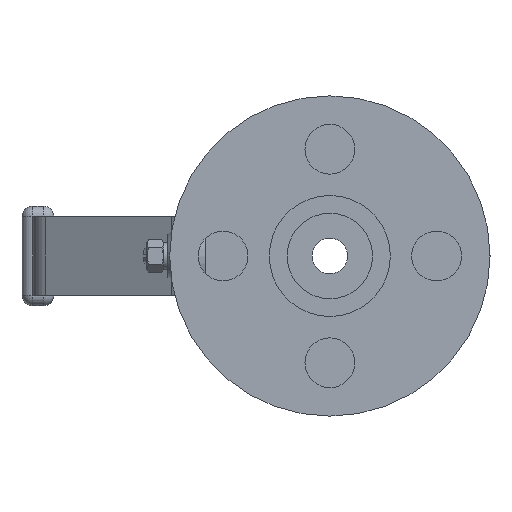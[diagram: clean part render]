
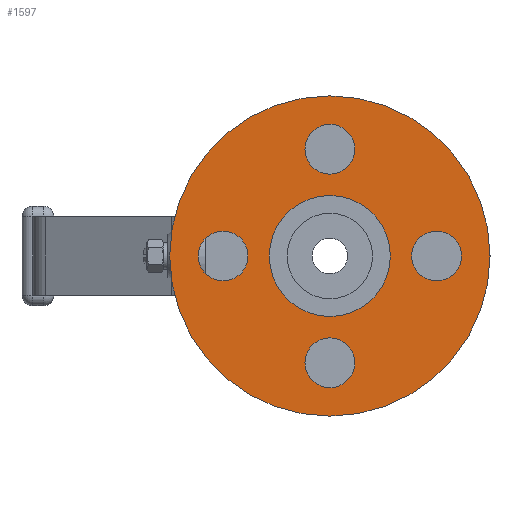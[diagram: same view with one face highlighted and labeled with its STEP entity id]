
A CAD part, left-side view. The second image highlights one B-rep face of the part: STEP entity #1597.
In plain terms, the highlighted planar face has unit normal (-1, 0, 0).
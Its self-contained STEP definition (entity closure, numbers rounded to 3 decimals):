
#1597=ADVANCED_FACE('',(#4165,#4167,#4169,#4171,#4173,#4175),#4177,.T.);
#4165=FACE_BOUND('',#4166,.T.);
#4166=EDGE_LOOP('',(#5996));
#4167=FACE_BOUND('',#4168,.T.);
#4168=EDGE_LOOP('',(#5997));
#4169=FACE_BOUND('',#4170,.T.);
#4170=EDGE_LOOP('',(#5998));
#4171=FACE_BOUND('',#4172,.T.);
#4172=EDGE_LOOP('',(#5999));
#4173=FACE_BOUND('',#4174,.T.);
#4174=EDGE_LOOP('',(#6000));
#4175=FACE_BOUND('',#4176,.T.);
#4176=EDGE_LOOP('',(#6001));
#4177=PLANE('',#4178);
#4178=AXIS2_PLACEMENT_3D('',#4179,#4180,#4181);
#4179=CARTESIAN_POINT('',(-59.,0.,0.));
#4180=DIRECTION('',(-1.,-0.,-0.));
#4181=DIRECTION('',(0.,1.,0.));
#5996=ORIENTED_EDGE('',*,*,#6818,.F.);
#5997=ORIENTED_EDGE('',*,*,#6819,.T.);
#5998=ORIENTED_EDGE('',*,*,#6820,.T.);
#5999=ORIENTED_EDGE('',*,*,#6821,.T.);
#6000=ORIENTED_EDGE('',*,*,#6878,.T.);
#6001=ORIENTED_EDGE('',*,*,#6822,.T.);
#6818=EDGE_CURVE('',#7706,#7706,#7707,.T.);
#6819=EDGE_CURVE('',#7708,#7708,#7709,.F.);
#6820=EDGE_CURVE('',#7710,#7710,#7711,.F.);
#6821=EDGE_CURVE('',#7712,#7712,#7713,.F.);
#6822=EDGE_CURVE('',#7714,#7714,#7715,.F.);
#6878=EDGE_CURVE('',#7816,#7816,#7817,.T.);
#7706=VERTEX_POINT('',#11857);
#7707=CIRCLE('',#11858,45.);
#7708=VERTEX_POINT('',#11862);
#7709=CIRCLE('',#11863,7.);
#7710=VERTEX_POINT('',#11867);
#7711=CIRCLE('',#11868,7.);
#7712=VERTEX_POINT('',#11872);
#7713=CIRCLE('',#11873,7.);
#7714=VERTEX_POINT('',#11877);
#7715=CIRCLE('',#11878,7.);
#7816=VERTEX_POINT('',#12120);
#7817=CIRCLE('',#12121,17.);
#11857=CARTESIAN_POINT('',(-59.,45.,0.));
#11858=AXIS2_PLACEMENT_3D('',#11859,#11860,#11861);
#11859=CARTESIAN_POINT('',(-59.,0.,0.));
#11860=DIRECTION('',(1.,0.,0.));
#11861=DIRECTION('',(0.,1.,0.));
#11862=CARTESIAN_POINT('',(-59.,-30.,7.));
#11863=AXIS2_PLACEMENT_3D('',#11864,#11865,#11866);
#11864=CARTESIAN_POINT('',(-59.,-30.,0.));
#11865=DIRECTION('',(-1.,-0.,-0.));
#11866=DIRECTION('',(0.,0.,1.));
#11867=CARTESIAN_POINT('',(-59.,-7.,-30.));
#11868=AXIS2_PLACEMENT_3D('',#11869,#11870,#11871);
#11869=CARTESIAN_POINT('',(-59.,0.,-30.));
#11870=DIRECTION('',(-1.,-0.,-0.));
#11871=DIRECTION('',(-0.,-1.,0.));
#11872=CARTESIAN_POINT('',(-59.,30.,-7.));
#11873=AXIS2_PLACEMENT_3D('',#11874,#11875,#11876);
#11874=CARTESIAN_POINT('',(-59.,30.,0.));
#11875=DIRECTION('',(-1.,-0.,-0.));
#11876=DIRECTION('',(0.,0.,-1.));
#11877=CARTESIAN_POINT('',(-59.,7.,30.));
#11878=AXIS2_PLACEMENT_3D('',#11879,#11880,#11881);
#11879=CARTESIAN_POINT('',(-59.,0.,30.));
#11880=DIRECTION('',(-1.,-0.,-0.));
#11881=DIRECTION('',(0.,1.,0.));
#12120=CARTESIAN_POINT('',(-59.,17.,0.));
#12121=AXIS2_PLACEMENT_3D('',#12122,#12123,#12124);
#12122=CARTESIAN_POINT('',(-59.,0.,0.));
#12123=DIRECTION('',(1.,0.,0.));
#12124=DIRECTION('',(0.,1.,0.));
